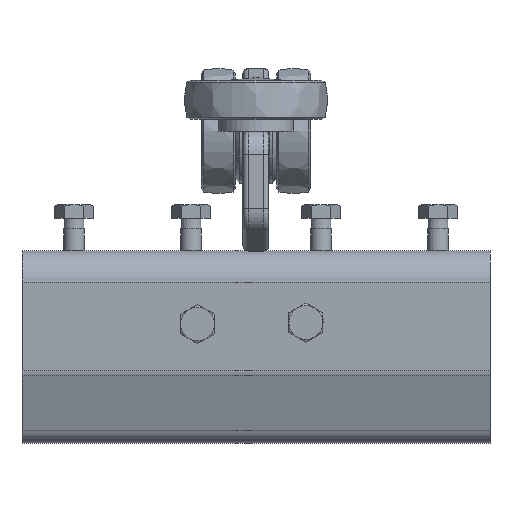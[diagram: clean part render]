
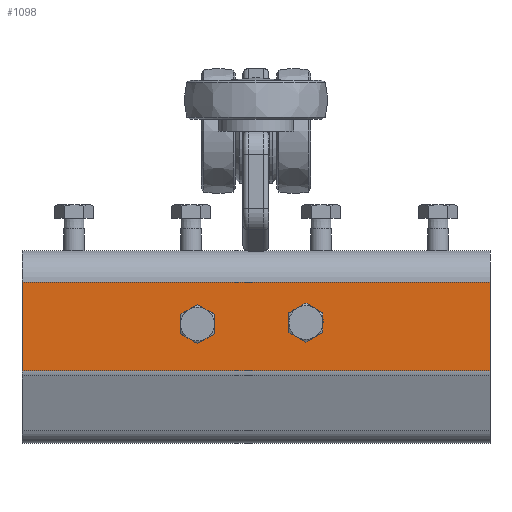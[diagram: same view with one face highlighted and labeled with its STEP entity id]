
A CAD part, left-side view. The second image highlights one B-rep face of the part: STEP entity #1098.
In plain terms, the highlighted planar face has unit normal (-1, 0, 0).
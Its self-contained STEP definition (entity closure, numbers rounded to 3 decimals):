
#1098=ADVANCED_FACE('',(#2054,#2055,#2056),#2057,.T.);
#2054=FACE_OUTER_BOUND('',#3198,.T.);
#2055=FACE_BOUND('',#3199,.T.);
#2056=FACE_BOUND('',#3200,.T.);
#2057=PLANE('',#3201);
#3198=EDGE_LOOP('',(#5003,#5004,#5005,#5006));
#3199=EDGE_LOOP('',(#5007));
#3200=EDGE_LOOP('',(#5008));
#3201=AXIS2_PLACEMENT_3D('',#5009,#5010,#5011);
#5003=ORIENTED_EDGE('',*,*,#6255,.T.);
#5004=ORIENTED_EDGE('',*,*,#6215,.F.);
#5005=ORIENTED_EDGE('',*,*,#6147,.T.);
#5006=ORIENTED_EDGE('',*,*,#6256,.T.);
#5007=ORIENTED_EDGE('',*,*,#5741,.T.);
#5008=ORIENTED_EDGE('',*,*,#5567,.T.);
#5009=CARTESIAN_POINT('',(-435.52,1312.778,337.425));
#5010=DIRECTION('',(-1.,0.,0.));
#5011=DIRECTION('',(0.,0.,1.));
#5567=EDGE_CURVE('',#6371,#6371,#6372,.T.);
#5741=EDGE_CURVE('',#6669,#6669,#6670,.T.);
#6147=EDGE_CURVE('',#7260,#7258,#7261,.T.);
#6215=EDGE_CURVE('',#7260,#7344,#7346,.T.);
#6255=EDGE_CURVE('',#7393,#7344,#7394,.T.);
#6256=EDGE_CURVE('',#7258,#7393,#7395,.T.);
#6371=VERTEX_POINT('',#7521);
#6372=CIRCLE('',#7522,3.375);
#6669=VERTEX_POINT('',#8059);
#6670=CIRCLE('',#8060,3.375);
#7258=VERTEX_POINT('',#9312);
#7260=VERTEX_POINT('',#9314);
#7261=LINE('',#9315,#9316);
#7344=VERTEX_POINT('',#9495);
#7346=LINE('',#9497,#9498);
#7393=VERTEX_POINT('',#9569);
#7394=LINE('',#9570,#9571);
#7395=LINE('',#9572,#9573);
#7521=CARTESIAN_POINT('',(-435.52,1335.173,449.925));
#7522=AXIS2_PLACEMENT_3D('',#9740,#9741,#9742);
#8059=CARTESIAN_POINT('',(-435.52,1335.173,404.925));
#8060=AXIS2_PLACEMENT_3D('',#9971,#9972,#9973);
#9312=CARTESIAN_POINT('',(-435.52,1312.778,337.425));
#9314=CARTESIAN_POINT('',(-435.52,1346.798,337.425));
#9315=CARTESIAN_POINT('',(-435.52,1346.798,337.425));
#9316=VECTOR('',#10413,1.);
#9495=CARTESIAN_POINT('',(-435.52,1346.798,517.425));
#9497=CARTESIAN_POINT('',(-435.52,1346.798,337.425));
#9498=VECTOR('',#10477,1.);
#9569=CARTESIAN_POINT('',(-435.52,1312.778,517.425));
#9570=CARTESIAN_POINT('',(-435.52,1346.798,517.425));
#9571=VECTOR('',#10517,1.);
#9572=CARTESIAN_POINT('',(-435.52,1312.778,337.425));
#9573=VECTOR('',#10518,1.);
#9740=CARTESIAN_POINT('',(-435.52,1331.798,449.925));
#9741=DIRECTION('',(1.,0.,0.));
#9742=DIRECTION('',(0.,1.,0.));
#9971=CARTESIAN_POINT('',(-435.52,1331.798,404.925));
#9972=DIRECTION('',(1.,0.,0.));
#9973=DIRECTION('',(0.,1.,0.));
#10413=DIRECTION('',(0.,-1.,0.));
#10477=DIRECTION('',(0.,0.,1.));
#10517=DIRECTION('',(0.,1.,0.));
#10518=DIRECTION('',(0.,0.,1.));
